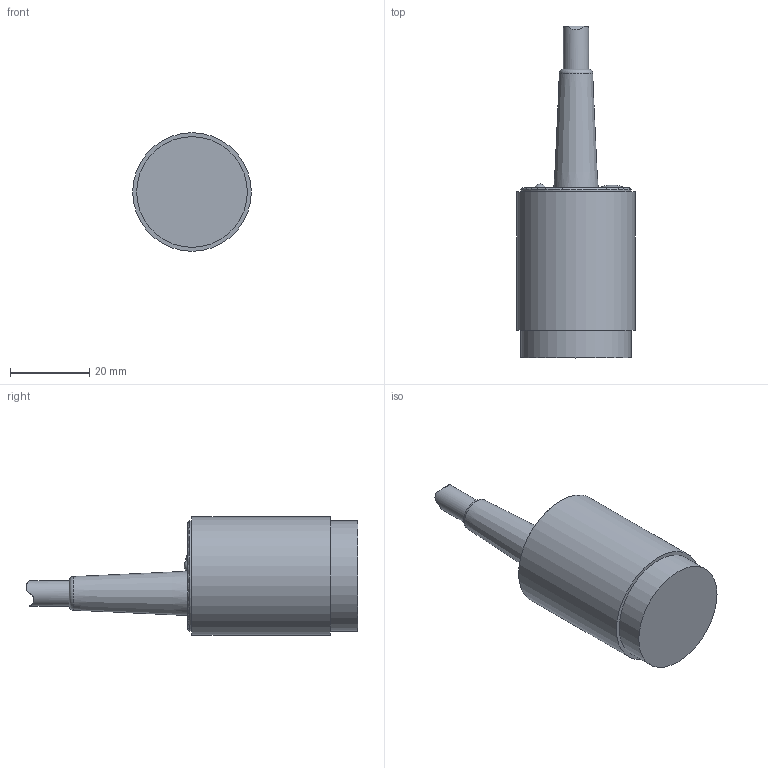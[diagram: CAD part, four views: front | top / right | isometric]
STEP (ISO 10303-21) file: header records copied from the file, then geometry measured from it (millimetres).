
FILE_DESCRIPTION(/* description */ (''),/* implementation_level */ '2;1');
FILE_NAME(/* name */ '300600_Shrinkwrap_1.stp',/* time_stamp */ '2022-06-02T15:10:08+02:00',/* author */ ('Krieger Anja'),/* organization */ (''),/* preprocessor_version */ 'ST-DEVELOPER v18.1',/* originating_system */ 'Autodesk Inventor 2021',/* authorisation */ '');
FILE_SCHEMA (('AUTOMOTIVE_DESIGN { 1 0 10303 214 3 1 1 }'));
Length unit declared in the file: millimetre
Products named in the file (1): 300600_Shrinkwrap_1
Bounding box: 30 x 83.97 x 30 mm (x, y, z)
Volume: 11560.9 mm3; surface area: 11867.1 mm2
Topology: 1 solids, 1 shells, 64 faces, 137 edges, 87 vertices
Faces by surface type: plane 31, cylinder 22, torus 5, cone 4, bspline 1, sphere 1
Full cylindrical faces by diameter (mm): 3 x2, 4 x1, 5 x2, 5.8 x1, 6.4 x2, 14 x1, 26 x2, 26.2 x3, 27 x1, 28 x1, 30 x1
Entity records: 1999 total; most frequent: CARTESIAN_POINT 409, DIRECTION 322, ORIENTED_EDGE 270, EDGE_CURVE 135, AXIS2_PLACEMENT_3D 131, VERTEX_POINT 87, EDGE_LOOP 80, CIRCLE 67
